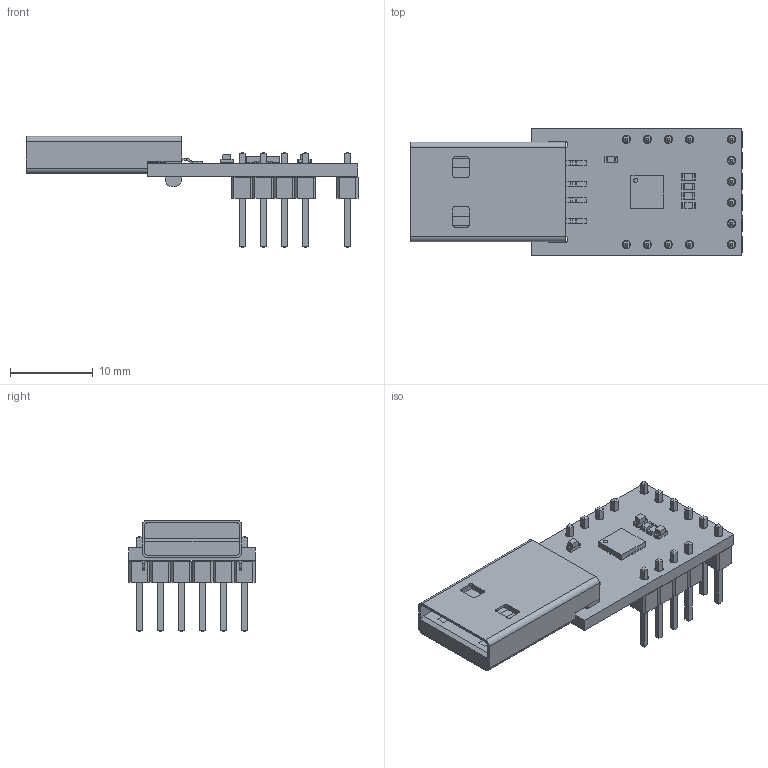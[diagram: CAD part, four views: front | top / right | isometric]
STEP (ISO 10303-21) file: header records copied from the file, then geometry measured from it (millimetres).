
FILE_DESCRIPTION(('KiCad electronic assembly'),'2;1');
FILE_NAME('cp2102.step','2025-09-12T19:00:04',('Pcbnew'),('Kicad'), 'Open CASCADE STEP processor 7.8','KiCad to STEP converter','Unknown' );
FILE_SCHEMA(('AUTOMOTIVE_DESIGN { 1 0 10303 214 1 1 1 1 }'));
Length unit declared in the file: millimetre
Products named in the file (7): cp2102 1; QFN-20-1EP_4x4mm_P0.5mm_EP2.5x2.5mm; R_0603_1608Metric; LED_0603_1608Metric; USB_A_CNCTech_1001-011-01101_Horizontal; PinHeader_1x01_P2.54mm_Vertical; cp2102_PCB
Assembly tree (22 placements, depth 2):
  cp2102 1
    QFN-20-1EP_4x4mm_P0.5mm_EP2.5x2.5mm
    R_0603_1608Metric  x2
    LED_0603_1608Metric  x3
    USB_A_CNCTech_1001-011-01101_Horizontal
    PinHeader_1x01_P2.54mm_Vertical  x14
    cp2102_PCB
Bounding box: 40.11 x 15.24 x 13.47 mm (x, y, z)
Volume: 1607 mm3; surface area: 3683.1 mm2
Topology: 33 solids, 33 shells, 1012 faces, 2484 edges, 1570 vertices
Faces by surface type: plane 867, cylinder 143, torus 2
Full cylindrical faces by diameter (mm): 0.5 x1, 1 x16, 1.1 x2
Entity records: 19274 total; most frequent: CARTESIAN_POINT 2697, DIRECTION 2650, ORIENTED_EDGE 2636, EDGE_CURVE 1318, LINE 1076, VECTOR 1076, VERTEX_POINT 834, AXIS2_PLACEMENT_3D 787
